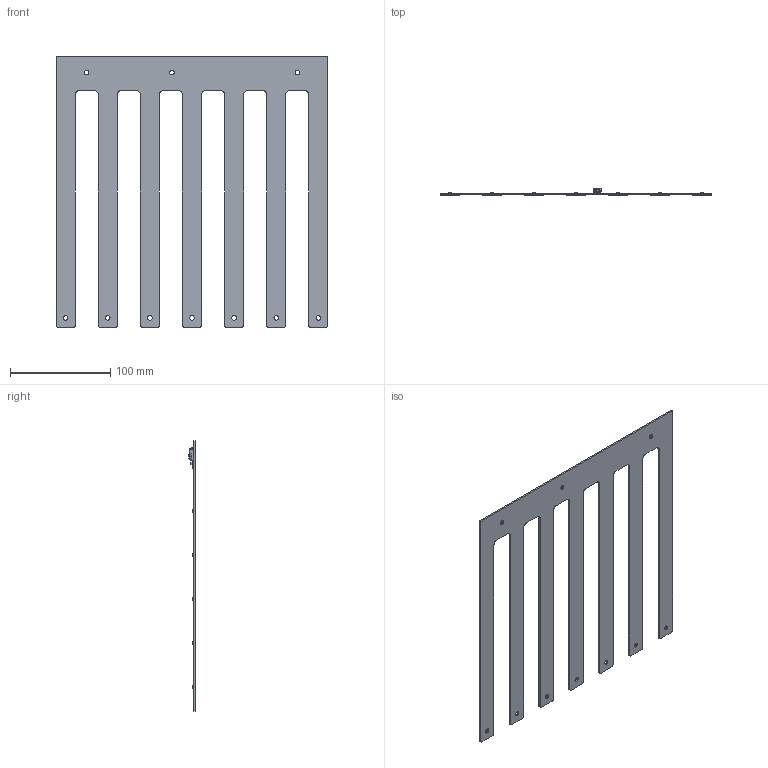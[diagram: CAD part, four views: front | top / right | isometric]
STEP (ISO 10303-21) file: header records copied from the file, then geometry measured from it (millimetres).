
FILE_DESCRIPTION (( 'STEP AP214' ), '1' );
FILE_NAME ('WU-M-554.STEP', '2016-08-22T11:15:12', ( 'Admin' ), ( 'Microsoft' ), 'SwSTEP 2.0', 'SolidWorks 2016', '' );
FILE_SCHEMA (( 'AUTOMOTIVE_DESIGN' ));
Length unit declared in the file: millimetre
Products named in the file (54): Nichia Nxxx757; WU-M-554; DO214AC; 2060-452; Built-In LED Module-6mm; VSO-Logo
Assembly tree (47 placements, depth 2):
  Nichia Nxxx757
  Nichia Nxxx757
  WU-M-554
    WU-M-554
    VSO-Logo
    Built-In LED Module-6mm
    Nichia Nxxx757  x42
    2060-452
    DO214AC
  Nichia Nxxx757
  Nichia Nxxx757
Bounding box: 271 x 6.2 x 270 mm (x, y, z)
Volume: 65318 mm3; surface area: 89267.7 mm2
Topology: 52 solids, 52 shells, 4650 faces, 12640 edges, 8408 vertices
Faces by surface type: plane 3717, cylinder 854, bspline 79
Entity records: 71132 total; most frequent: CARTESIAN_POINT 12496, ORIENTED_EDGE 9028, DIRECTION 7944, EDGE_CURVE 4514, VECTOR 3952, LINE 3952, VERTEX_POINT 2996, AXIS2_PLACEMENT_3D 1996
